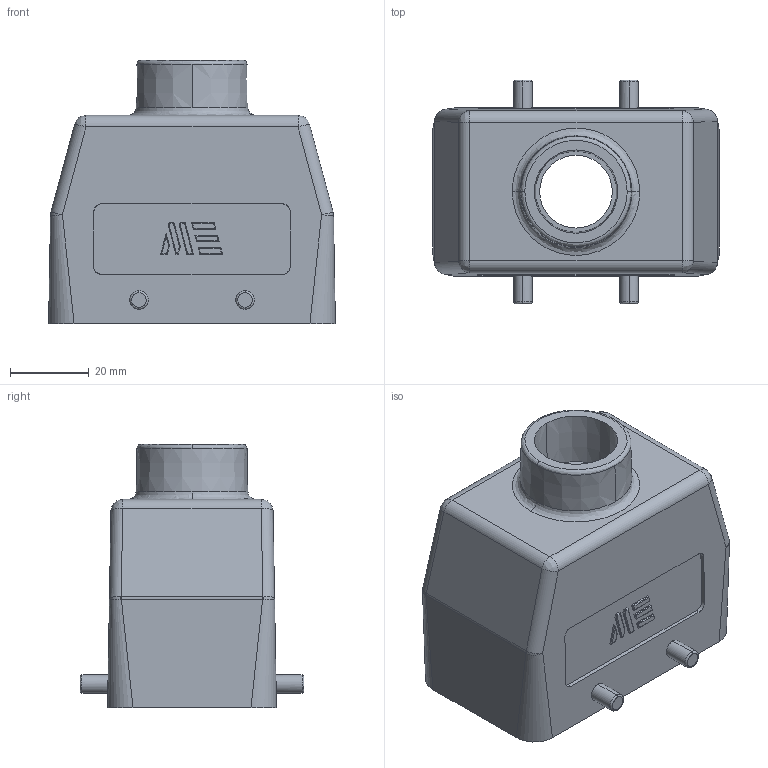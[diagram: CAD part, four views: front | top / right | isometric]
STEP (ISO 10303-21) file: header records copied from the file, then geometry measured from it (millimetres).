
FILE_DESCRIPTION (( 'STEP AP203' ), '1' );
FILE_NAME ('291453005.step', '2025-02-12T17:52:17', ( '' ), ( '' ), 'SwSTEP 2.0', 'SolidWorks 2024', '' );
FILE_SCHEMA (( 'CONFIG_CONTROL_DESIGN' ));
Length unit declared in the file: inch
Products named in the file (1): 291453005
Bounding box: 73 x 57 x 67 mm (x, y, z)
Volume: 48826.5 mm3; surface area: 28643.5 mm2
Topology: 1 solids, 1 shells, 247 faces, 576 edges, 352 vertices
Faces by surface type: plane 113, cylinder 92, bspline 34, cone 8
Entity records: 7905 total; most frequent: CARTESIAN_POINT 2654, ORIENTED_EDGE 1144, DIRECTION 954, EDGE_CURVE 572, LINE 362, VECTOR 362, VERTEX_POINT 352, AXIS2_PLACEMENT_3D 296
